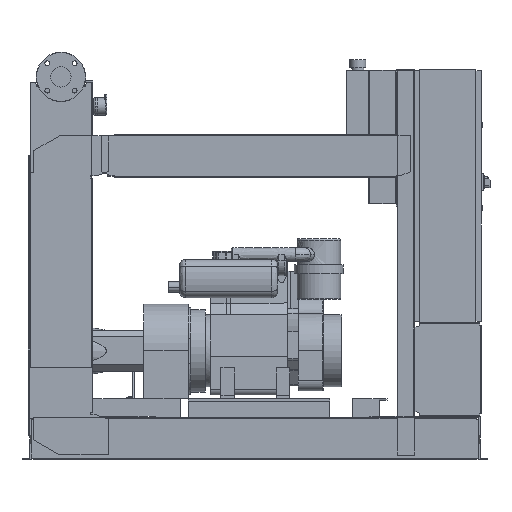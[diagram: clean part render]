
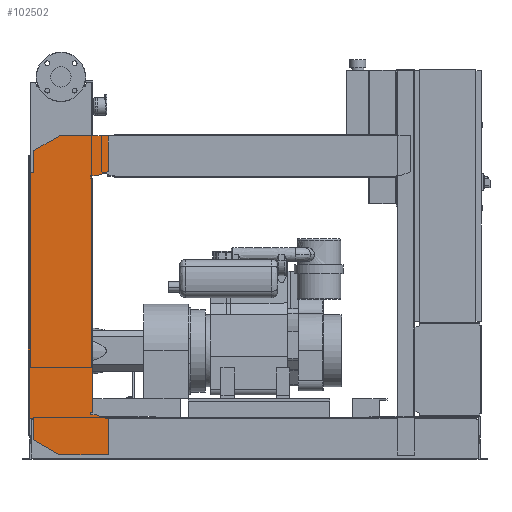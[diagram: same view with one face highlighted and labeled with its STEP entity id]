
A CAD part, front view. The second image highlights one B-rep face of the part: STEP entity #102502.
In plain terms, the highlighted free-form (B-spline) face has degree [1, 1] with [2, 2] control points.
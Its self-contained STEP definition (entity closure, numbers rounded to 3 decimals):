
#101987=CARTESIAN_POINT('',(-102.0,-463.5,1076.0));
#101988=VERTEX_POINT('',#101987);
#101995=CARTESIAN_POINT('',(-102.0,-463.5,1158.574));
#101996=VERTEX_POINT('',#101995);
#101997=CARTESIAN_POINT('',(-102.0,-463.5,1076.0));
#101998=DIRECTION('',(0.0,0.0,1.0));
#101999=VECTOR('',#101998,82.574);
#102000=LINE('',#101997,#101999);
#102001=EDGE_CURVE('',#101988,#101996,#102000,.T.);
#102019=CARTESIAN_POINT('',(-6.,-463.5,1214.0));
#102020=VERTEX_POINT('',#102019);
#102021=CARTESIAN_POINT('',(-102.0,-463.5,1158.574));
#102022=DIRECTION('',(0.866,0.0,0.5));
#102023=VECTOR('',#102022,110.851);
#102024=LINE('',#102021,#102023);
#102025=EDGE_CURVE('',#101996,#102020,#102024,.T.);
#102043=CARTESIAN_POINT('',(177.0,-463.5,1214.0));
#102044=VERTEX_POINT('',#102043);
#102045=CARTESIAN_POINT('',(-6.,-463.5,1214.0));
#102046=DIRECTION('',(1.0,0.0,0.0));
#102047=VECTOR('',#102046,183.0);
#102048=LINE('',#102045,#102047);
#102049=EDGE_CURVE('',#102020,#102044,#102048,.T.);
#102067=CARTESIAN_POINT('',(177.0,-463.5,1080.379));
#102068=VERTEX_POINT('',#102067);
#102069=CARTESIAN_POINT('',(177.0,-463.5,1214.0));
#102070=DIRECTION('',(0.0,0.0,-1.0));
#102071=VECTOR('',#102070,133.621);
#102072=LINE('',#102069,#102071);
#102073=EDGE_CURVE('',#102044,#102068,#102072,.T.);
#102091=CARTESIAN_POINT('',(132.,-463.5,1064.0));
#102092=VERTEX_POINT('',#102091);
#102093=CARTESIAN_POINT('',(177.0,-463.5,1080.379));
#102094=DIRECTION('',(-0.94,0.0,-0.342));
#102095=VECTOR('',#102094,47.888);
#102096=LINE('',#102093,#102095);
#102097=EDGE_CURVE('',#102068,#102092,#102096,.T.);
#102115=CARTESIAN_POINT('',(112.0,-463.5,1064.0));
#102116=VERTEX_POINT('',#102115);
#102117=CARTESIAN_POINT('',(132.,-463.5,1064.0));
#102118=DIRECTION('',(-1.0,0.0,0.0));
#102119=VECTOR('',#102118,20.);
#102120=LINE('',#102117,#102119);
#102121=EDGE_CURVE('',#102092,#102116,#102120,.T.);
#102139=CARTESIAN_POINT('',(112.0,-463.5,1056.0));
#102140=VERTEX_POINT('',#102139);
#102141=CARTESIAN_POINT('',(112.0,-463.5,1064.0));
#102142=DIRECTION('',(0.0,0.0,-1.0));
#102143=VECTOR('',#102142,8.0);
#102144=LINE('',#102141,#102143);
#102145=EDGE_CURVE('',#102116,#102140,#102144,.T.);
#102163=CARTESIAN_POINT('',(120.,-463.5,1056.0));
#102164=VERTEX_POINT('',#102163);
#102165=CARTESIAN_POINT('',(112.0,-463.5,1056.0));
#102166=DIRECTION('',(1.0,0.0,0.0));
#102167=VECTOR('',#102166,8.);
#102168=LINE('',#102165,#102167);
#102169=EDGE_CURVE('',#102140,#102164,#102168,.T.);
#102187=CARTESIAN_POINT('',(120.,-463.5,176.));
#102188=VERTEX_POINT('',#102187);
#102199=CARTESIAN_POINT('',(120.,-463.5,1056.0));
#102200=DIRECTION('',(0.0,0.0,-1.0));
#102201=VECTOR('',#102200,880.);
#102202=LINE('',#102199,#102201);
#102203=EDGE_CURVE('',#102164,#102188,#102202,.T.);
#102217=CARTESIAN_POINT('',(112.,-463.5,176.));
#102218=VERTEX_POINT('',#102217);
#102219=CARTESIAN_POINT('',(120.,-463.5,176.));
#102220=DIRECTION('',(-1.0,0.0,0.0));
#102221=VECTOR('',#102220,8.);
#102222=LINE('',#102219,#102221);
#102223=EDGE_CURVE('',#102188,#102218,#102222,.T.);
#102241=CARTESIAN_POINT('',(112.,-463.5,168.));
#102242=VERTEX_POINT('',#102241);
#102243=CARTESIAN_POINT('',(112.,-463.5,176.));
#102244=DIRECTION('',(0.0,0.0,-1.0));
#102245=VECTOR('',#102244,8.0);
#102246=LINE('',#102243,#102245);
#102247=EDGE_CURVE('',#102218,#102242,#102246,.T.);
#102265=CARTESIAN_POINT('',(132.,-463.5,168.));
#102266=VERTEX_POINT('',#102265);
#102267=CARTESIAN_POINT('',(112.,-463.5,168.));
#102268=DIRECTION('',(1.0,0.0,0.0));
#102269=VECTOR('',#102268,20.0);
#102270=LINE('',#102267,#102269);
#102271=EDGE_CURVE('',#102242,#102266,#102270,.T.);
#102289=CARTESIAN_POINT('',(177.,-463.5,151.621));
#102290=VERTEX_POINT('',#102289);
#102291=CARTESIAN_POINT('',(132.,-463.5,168.));
#102292=DIRECTION('',(0.94,0.0,-0.342));
#102293=VECTOR('',#102292,47.888);
#102294=LINE('',#102291,#102293);
#102295=EDGE_CURVE('',#102266,#102290,#102294,.T.);
#102313=CARTESIAN_POINT('',(177.,-463.5,18.0));
#102314=VERTEX_POINT('',#102313);
#102315=CARTESIAN_POINT('',(177.,-463.5,151.621));
#102316=DIRECTION('',(0.0,0.0,-1.0));
#102317=VECTOR('',#102316,133.621);
#102318=LINE('',#102315,#102317);
#102319=EDGE_CURVE('',#102290,#102314,#102318,.T.);
#102337=CARTESIAN_POINT('',(-4.,-463.5,18.0));
#102338=VERTEX_POINT('',#102337);
#102339=CARTESIAN_POINT('',(177.,-463.5,18.0));
#102340=DIRECTION('',(-1.0,0.0,0.0));
#102341=VECTOR('',#102340,181.);
#102342=LINE('',#102339,#102341);
#102343=EDGE_CURVE('',#102314,#102338,#102342,.T.);
#102361=CARTESIAN_POINT('',(-102.,-463.5,74.58));
#102362=VERTEX_POINT('',#102361);
#102363=CARTESIAN_POINT('',(-4.,-463.5,18.0));
#102364=DIRECTION('',(-0.866,0.,0.5));
#102365=VECTOR('',#102364,113.161);
#102366=LINE('',#102363,#102365);
#102367=EDGE_CURVE('',#102338,#102362,#102366,.T.);
#102385=CARTESIAN_POINT('',(-102.,-463.5,156.0));
#102386=VERTEX_POINT('',#102385);
#102387=CARTESIAN_POINT('',(-102.,-463.5,74.58));
#102388=DIRECTION('',(0.0,0.0,1.0));
#102389=VECTOR('',#102388,81.42);
#102390=LINE('',#102387,#102389);
#102391=EDGE_CURVE('',#102362,#102386,#102390,.T.);
#102409=CARTESIAN_POINT('',(-122.,-463.5,156.0));
#102410=VERTEX_POINT('',#102409);
#102411=CARTESIAN_POINT('',(-102.,-463.5,156.0));
#102412=DIRECTION('',(-1.0,0.0,0.0));
#102413=VECTOR('',#102412,20.0);
#102414=LINE('',#102411,#102413);
#102415=EDGE_CURVE('',#102386,#102410,#102414,.T.);
#102433=CARTESIAN_POINT('',(-122.0,-463.5,1076.0));
#102434=VERTEX_POINT('',#102433);
#102447=CARTESIAN_POINT('',(-122.,-463.5,156.0));
#102448=DIRECTION('',(0.0,0.0,1.0));
#102449=VECTOR('',#102448,920.0);
#102450=LINE('',#102447,#102449);
#102451=EDGE_CURVE('',#102410,#102434,#102450,.T.);
#102465=CARTESIAN_POINT('',(-122.0,-463.5,1076.0));
#102466=DIRECTION('',(1.0,0.0,0.0));
#102467=VECTOR('',#102466,20.0);
#102468=LINE('',#102465,#102467);
#102469=EDGE_CURVE('',#102434,#101988,#102468,.T.);
#102475=CARTESIAN_POINT('',(-122.,-463.5,18.0));
#102476=CARTESIAN_POINT('',(177.0,-463.5,18.0));
#102477=CARTESIAN_POINT('',(-122.,-463.5,1214.0));
#102478=CARTESIAN_POINT('',(177.0,-463.5,1214.0));
#102479=B_SPLINE_SURFACE_WITH_KNOTS('',1,1,((#102475,#102477),(#102476,#102478)),.UNSPECIFIED.,.F.,.F.,.U.,(2,2),(2,2),(0.0,299.),(0.0,1196.0),.UNSPECIFIED.);
#102480=ORIENTED_EDGE('',*,*,#102469,.F.);
#102481=ORIENTED_EDGE('',*,*,#102451,.F.);
#102482=ORIENTED_EDGE('',*,*,#102415,.F.);
#102483=ORIENTED_EDGE('',*,*,#102391,.F.);
#102484=ORIENTED_EDGE('',*,*,#102367,.F.);
#102485=ORIENTED_EDGE('',*,*,#102343,.F.);
#102486=ORIENTED_EDGE('',*,*,#102319,.F.);
#102487=ORIENTED_EDGE('',*,*,#102295,.F.);
#102488=ORIENTED_EDGE('',*,*,#102271,.F.);
#102489=ORIENTED_EDGE('',*,*,#102247,.F.);
#102490=ORIENTED_EDGE('',*,*,#102223,.F.);
#102491=ORIENTED_EDGE('',*,*,#102203,.F.);
#102492=ORIENTED_EDGE('',*,*,#102169,.F.);
#102493=ORIENTED_EDGE('',*,*,#102145,.F.);
#102494=ORIENTED_EDGE('',*,*,#102121,.F.);
#102495=ORIENTED_EDGE('',*,*,#102097,.F.);
#102496=ORIENTED_EDGE('',*,*,#102073,.F.);
#102497=ORIENTED_EDGE('',*,*,#102049,.F.);
#102498=ORIENTED_EDGE('',*,*,#102025,.F.);
#102499=ORIENTED_EDGE('',*,*,#102001,.F.);
#102500=EDGE_LOOP('',(#102480,#102481,#102482,#102483,#102484,#102485,#102486,#102487,#102488,#102489,#102490,#102491,#102492,#102493,#102494,#102495,#102496,#102497,#102498,#102499));
#102501=FACE_OUTER_BOUND('',#102500,.T.);
#102502=ADVANCED_FACE('',(#102501),#102479,.T.);
